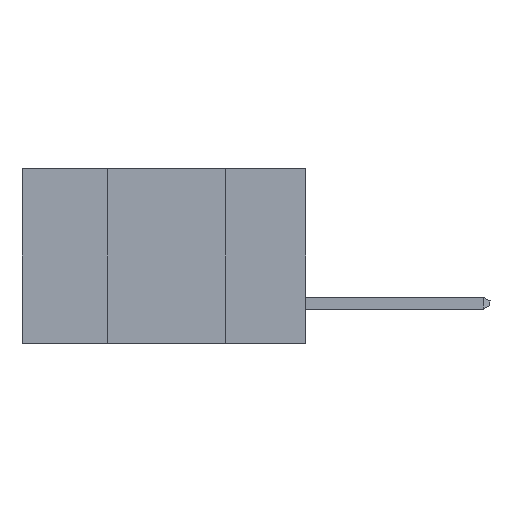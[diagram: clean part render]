
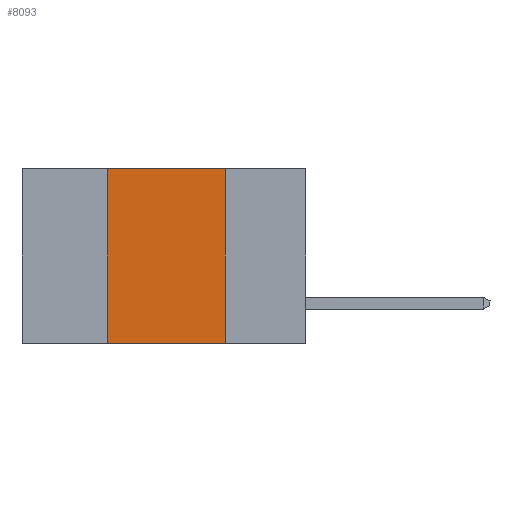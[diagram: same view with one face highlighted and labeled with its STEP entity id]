
A CAD part, left-side view. The second image highlights one B-rep face of the part: STEP entity #8093.
In plain terms, the highlighted planar face has unit normal (-1, 0, 0).
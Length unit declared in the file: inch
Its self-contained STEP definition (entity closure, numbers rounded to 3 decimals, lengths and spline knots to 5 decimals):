
#996 = CARTESIAN_POINT ( 'NONE',  ( 0., 0.42, 0. ) ) ;
#1817 = ORIENTED_EDGE ( 'NONE', *, *, #13025, .T. ) ;
#2656 = DIRECTION ( 'NONE',  ( 0., -1., 0. ) ) ;
#3993 = AXIS2_PLACEMENT_3D ( 'NONE', #22115, #24880, #4536 ) ;
#4536 = DIRECTION ( 'NONE',  ( 0., 0., -1. ) ) ;
#4620 = LINE ( 'NONE', #15899, #27611 ) ;
#4816 = CARTESIAN_POINT ( 'NONE',  ( 0., 0.17, -0.37 ) ) ;
#6883 = PLANE ( 'NONE',  #3993 ) ;
#7154 = VERTEX_POINT ( 'NONE', #7499 ) ;
#7499 = CARTESIAN_POINT ( 'NONE',  ( 0., 0.17, 0. ) ) ;
#8093 = ADVANCED_FACE ( 'NONE', ( #20197 ), #6883, .F. ) ;
#11579 = CARTESIAN_POINT ( 'NONE',  ( 0., 0.6, -0.37 ) ) ;
#11937 = EDGE_CURVE ( 'NONE', #19239, #7154, #4620, .T. ) ;
#12019 = VECTOR ( 'NONE', #22426, 39.37008 ) ;
#13025 = EDGE_CURVE ( 'NONE', #22246, #14641, #22707, .T. ) ;
#14075 = LINE ( 'NONE', #23008, #19515 ) ;
#14641 = VERTEX_POINT ( 'NONE', #4816 ) ;
#15820 = EDGE_CURVE ( 'NONE', #7154, #14641, #26974, .T. ) ;
#15899 = CARTESIAN_POINT ( 'NONE',  ( 0., 0.6, 0. ) ) ;
#15987 = EDGE_CURVE ( 'NONE', #22246, #19239, #14075, .T. ) ;
#18175 = CARTESIAN_POINT ( 'NONE',  ( 0., 0.17, 0. ) ) ;
#18322 = DIRECTION ( 'NONE',  ( 0., 0., 1. ) ) ;
#19239 = VERTEX_POINT ( 'NONE', #996 ) ;
#19515 = VECTOR ( 'NONE', #18322, 39.37008 ) ;
#20197 = FACE_OUTER_BOUND ( 'NONE', #27588, .T. ) ;
#20373 = ORIENTED_EDGE ( 'NONE', *, *, #15987, .F. ) ;
#22050 = VECTOR ( 'NONE', #2656, 39.37008 ) ;
#22115 = CARTESIAN_POINT ( 'NONE',  ( 0., 0.6, 0. ) ) ;
#22246 = VERTEX_POINT ( 'NONE', #25626 ) ;
#22426 = DIRECTION ( 'NONE',  ( 0., 0., -1. ) ) ;
#22707 = LINE ( 'NONE', #11579, #22050 ) ;
#23008 = CARTESIAN_POINT ( 'NONE',  ( 0., 0.42, 0. ) ) ;
#24145 = DIRECTION ( 'NONE',  ( 0., -1., 0. ) ) ;
#24880 = DIRECTION ( 'NONE',  ( 1., 0., 0. ) ) ;
#25626 = CARTESIAN_POINT ( 'NONE',  ( 0., 0.42, -0.37 ) ) ;
#25780 = ORIENTED_EDGE ( 'NONE', *, *, #11937, .F. ) ;
#26974 = LINE ( 'NONE', #18175, #12019 ) ;
#27588 = EDGE_LOOP ( 'NONE', ( #27838, #25780, #20373, #1817 ) ) ;
#27611 = VECTOR ( 'NONE', #24145, 39.37008 ) ;
#27838 = ORIENTED_EDGE ( 'NONE', *, *, #15820, .F. ) ;
